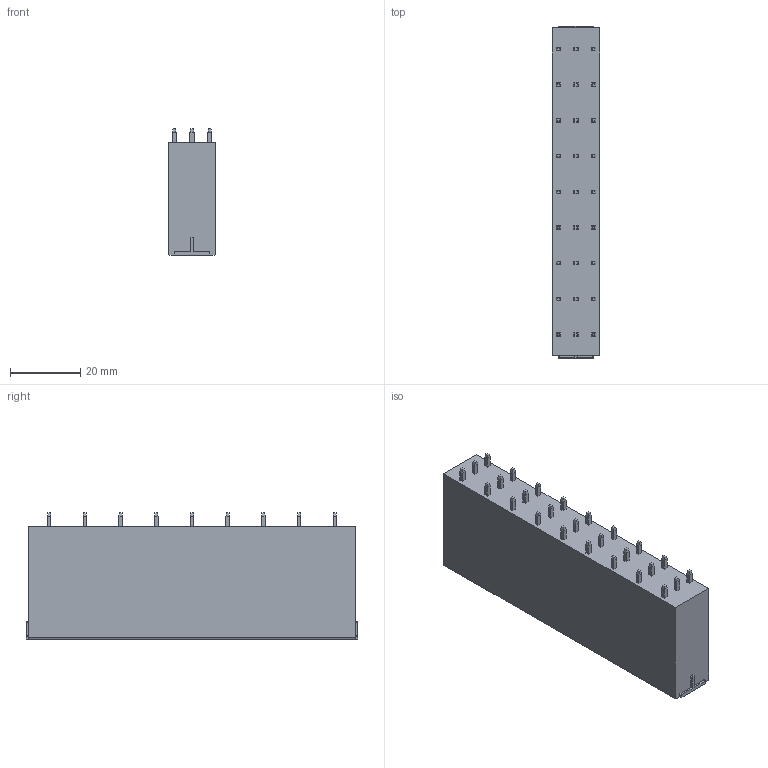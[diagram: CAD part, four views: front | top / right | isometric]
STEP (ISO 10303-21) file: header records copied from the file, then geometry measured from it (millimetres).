
FILE_DESCRIPTION((''),'2;1');
FILE_NAME('TLPHC-800V-XXP-X','2024-09-10T10:43:12',('yanfa'),(''),'CREO PARAMETRIC BY PTC INC, 2018100','CREO PARAMETRIC BY PTC INC, 2018100','');
FILE_SCHEMA(('AUTOMOTIVE_DESIGN { 1 0 10303 214 1 1 1 1 }'));
Length unit declared in the file: millimetre
Products named in the file (1): TLPHC-800V-XXP-X
Bounding box: 13.4 x 94.48 x 36 mm (x, y, z)
Volume: 32155.1 mm3; surface area: 14502.8 mm2
Topology: 1 solids, 1 shells, 491 faces, 1242 edges, 798 vertices
Faces by surface type: plane 382, cylinder 91, bspline 9, cone 9
Entity records: 14981 total; most frequent: CARTESIAN_POINT 3118, ORIENTED_EDGE 2484, DIRECTION 2293, EDGE_CURVE 1242, VECTOR 988, LINE 988, VERTEX_POINT 798, AXIS2_PLACEMENT_3D 651
